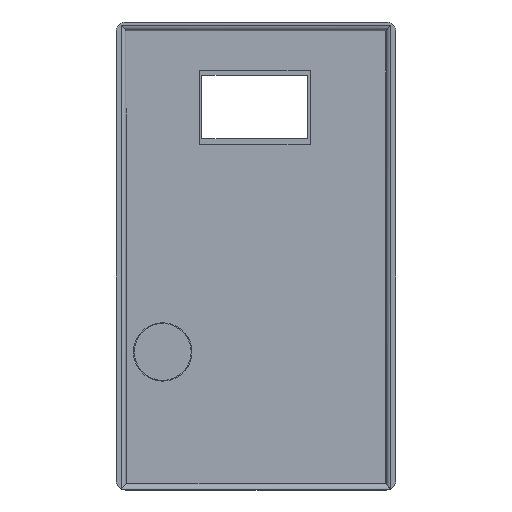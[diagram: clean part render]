
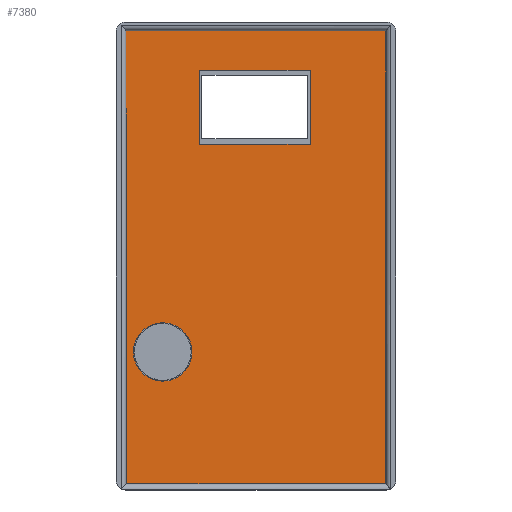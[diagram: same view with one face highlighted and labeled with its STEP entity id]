
A CAD part, top view. The second image highlights one B-rep face of the part: STEP entity #7380.
In plain terms, the highlighted planar face has unit normal (0, 0, 1).
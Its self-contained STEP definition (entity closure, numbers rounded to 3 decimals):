
#584=FACE_BOUND('',#1561,.T.);
#585=FACE_BOUND('',#1562,.T.);
#764=PLANE('',#7626);
#810=CIRCLE('',#7627,7.5);
#1164=FACE_OUTER_BOUND('',#1560,.T.);
#1560=EDGE_LOOP('',(#6441,#6442,#6443,#6444));
#1561=EDGE_LOOP('',(#6445));
#1562=EDGE_LOOP('',(#6446,#6447,#6448,#6449));
#1668=LINE('',#9002,#2352);
#1671=LINE('',#9007,#2355);
#2218=LINE('',#13100,#2902);
#2219=LINE('',#13102,#2903);
#2225=LINE('',#13116,#2909);
#2228=LINE('',#13121,#2912);
#2230=LINE('',#13125,#2914);
#2232=LINE('',#13128,#2916);
#2352=VECTOR('',#7746,10.);
#2355=VECTOR('',#7751,10.);
#2902=VECTOR('',#8592,10.);
#2903=VECTOR('',#8595,10.);
#2909=VECTOR('',#8611,10.);
#2912=VECTOR('',#8616,10.);
#2914=VECTOR('',#8620,10.);
#2916=VECTOR('',#8624,10.);
#3051=VERTEX_POINT('',#8999);
#3052=VERTEX_POINT('',#9001);
#3053=VERTEX_POINT('',#9005);
#3648=VERTEX_POINT('',#13098);
#3650=VERTEX_POINT('',#13114);
#3651=VERTEX_POINT('',#13115);
#3652=VERTEX_POINT('',#13120);
#3653=VERTEX_POINT('',#13124);
#3654=VERTEX_POINT('',#13130);
#3784=EDGE_CURVE('',#3052,#3051,#1668,.T.);
#3787=EDGE_CURVE('',#3051,#3053,#1671,.T.);
#4688=EDGE_CURVE('',#3053,#3648,#2218,.T.);
#4689=EDGE_CURVE('',#3648,#3052,#2219,.T.);
#4695=EDGE_CURVE('',#3650,#3651,#2225,.T.);
#4698=EDGE_CURVE('',#3652,#3650,#2228,.T.);
#4700=EDGE_CURVE('',#3653,#3652,#2230,.T.);
#4702=EDGE_CURVE('',#3651,#3653,#2232,.T.);
#4703=EDGE_CURVE('',#3654,#3654,#810,.T.);
#6441=ORIENTED_EDGE('',*,*,#4702,.T.);
#6442=ORIENTED_EDGE('',*,*,#4700,.T.);
#6443=ORIENTED_EDGE('',*,*,#4698,.T.);
#6444=ORIENTED_EDGE('',*,*,#4695,.T.);
#6445=ORIENTED_EDGE('',*,*,#4703,.T.);
#6446=ORIENTED_EDGE('',*,*,#4688,.T.);
#6447=ORIENTED_EDGE('',*,*,#4689,.T.);
#6448=ORIENTED_EDGE('',*,*,#3784,.T.);
#6449=ORIENTED_EDGE('',*,*,#3787,.T.);
#7380=ADVANCED_FACE('',(#1164,#584,#585),#764,.F.);
#7626=AXIS2_PLACEMENT_3D('',#13129,#8625,#8626);
#7627=AXIS2_PLACEMENT_3D('',#13131,#8627,#8628);
#7746=DIRECTION('',(0.,1.,0.));
#7751=DIRECTION('',(1.,0.,0.));
#8592=DIRECTION('',(0.,-1.,0.));
#8595=DIRECTION('',(-1.,0.,0.));
#8611=DIRECTION('',(0.,-1.,0.));
#8616=DIRECTION('',(-1.,0.,0.));
#8620=DIRECTION('',(0.,1.,0.));
#8624=DIRECTION('',(1.,0.,0.));
#8625=DIRECTION('center_axis',(0.,0.,-1.));
#8626=DIRECTION('ref_axis',(-1.,0.,0.));
#8627=DIRECTION('center_axis',(0.,0.,-1.));
#8628=DIRECTION('ref_axis',(-1.,0.,0.));
#8999=CARTESIAN_POINT('',(21.45,107.85,2.5));
#9001=CARTESIAN_POINT('',(21.45,88.75,2.5));
#9002=CARTESIAN_POINT('',(21.45,74.25,2.5));
#9005=CARTESIAN_POINT('',(49.85,107.85,2.5));
#9007=CARTESIAN_POINT('',(28.7,107.85,2.5));
#13098=CARTESIAN_POINT('',(49.85,88.75,2.5));
#13100=CARTESIAN_POINT('',(49.85,83.8,2.5));
#13102=CARTESIAN_POINT('',(42.9,88.75,2.5));
#13114=CARTESIAN_POINT('',(1.8,118.2,2.5));
#13115=CARTESIAN_POINT('',(1.8,1.3,2.5));
#13116=CARTESIAN_POINT('',(1.8,118.2,2.5));
#13120=CARTESIAN_POINT('',(70.1,118.2,2.5));
#13121=CARTESIAN_POINT('',(70.1,118.2,2.5));
#13124=CARTESIAN_POINT('',(70.1,1.3,2.5));
#13125=CARTESIAN_POINT('',(70.1,1.3,2.5));
#13128=CARTESIAN_POINT('',(1.8,1.3,2.5));
#13129=CARTESIAN_POINT('Origin',(35.95,59.75,2.5));
#13130=CARTESIAN_POINT('',(19.49,35.45,2.5));
#13131=CARTESIAN_POINT('Origin',(11.99,35.45,2.5));
